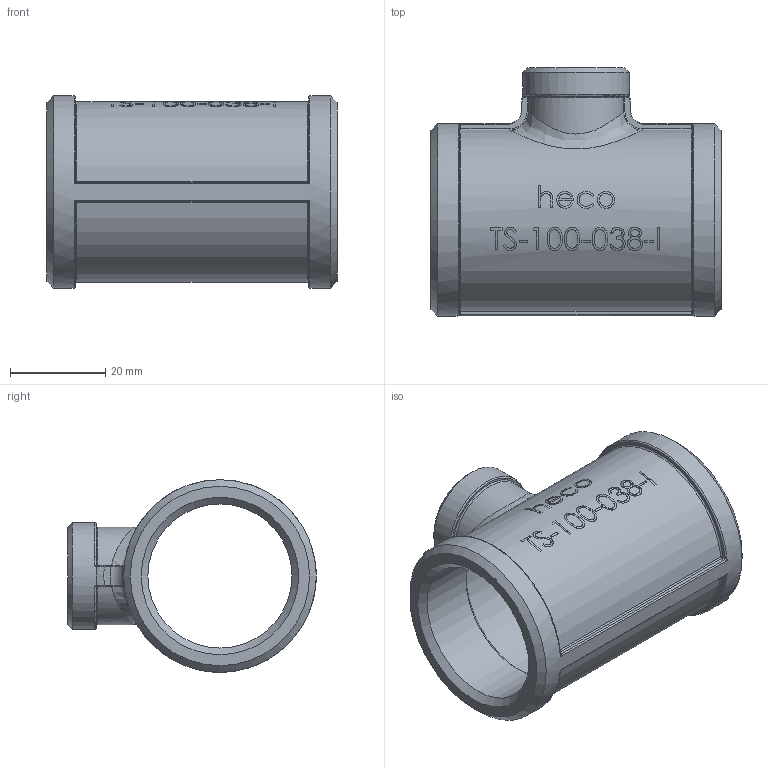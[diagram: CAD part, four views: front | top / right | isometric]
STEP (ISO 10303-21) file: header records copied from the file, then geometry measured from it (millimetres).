
FILE_DESCRIPTION (( 'STEP AP214' ), '1' );
FILE_NAME ('heco_TS-100-038-I.STEP', '2016-06-27T10:06:51', ( '' ), ( '' ), 'SwSTEP 2.0', 'SolidWorks 2011', '' );
FILE_SCHEMA (( 'AUTOMOTIVE_DESIGN' ));
Length unit declared in the file: millimetre
Products named in the file (1): heco_TS-100-038-I
Bounding box: 61 x 52.25 x 40.5 mm (x, y, z)
Volume: 22574.4 mm3; surface area: 16400 mm2
Topology: 1 solids, 1 shells, 294 faces, 736 edges, 466 vertices
Faces by surface type: bspline 139, cylinder 60, plane 60, torus 14, sphere 12, cone 9
Full cylindrical faces by diameter (mm): 14.95 x1, 16.7 x1, 22.5 x1, 30.291 x2, 34.2 x1, 40.5 x1
Entity records: 31930 total; most frequent: CARTESIAN_POINT 24861, ORIENTED_EDGE 1418, EDGE_CURVE 709, DIRECTION 704, VERTEX_POINT 460, B_SPLINE_CURVE_WITH_KNOTS 446, EDGE_LOOP 341, FACE_OUTER_BOUND 301
